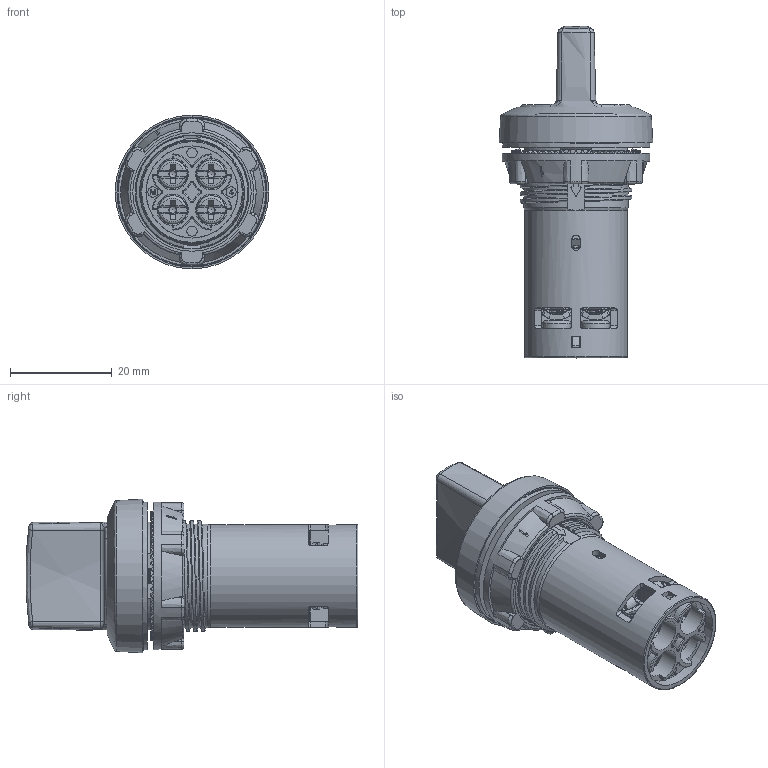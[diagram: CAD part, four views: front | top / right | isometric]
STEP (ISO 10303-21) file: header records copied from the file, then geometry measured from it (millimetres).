
FILE_DESCRIPTION(('STEP AP203'), '1');
FILE_NAME('MTB8-ED41', '2025-02-11T11:56:27', (''), (''), 'C3D Converter', 'C3D Toolkit', '');
FILE_SCHEMA(('CONFIG_CONTROL_DESIGN'));
Length unit declared in the file: millimetre
Bounding box: 30.2 x 65.24 x 30.2 mm (x, y, z)
Volume: 17982.5 mm3; surface area: 16068.4 mm2
Topology: 17 solids, 18 shells, 3320 faces, 9136 edges, 5769 vertices
Faces by surface type: plane 1323, cylinder 1049, bspline 505, torus 253, sphere 102, cone 88
Full cylindrical faces by diameter (mm): 1.1 x4, 1.4 x2, 1.5 x2, 2 x4, 2.2 x4, 2.4 x4, 3 x4, 3.9 x4, 5.6 x4, 6.2 x4, 18.1 x1, 18.994 x1, 20.2 x1, 22.1 x1, 22.4 x1, 23.3 x1, 27.1 x1, 29 x1
Entity records: 187590 total; most frequent: CARTESIAN_POINT 81171, ORIENTED_EDGE 18020, DIRECTION 14921, EDGE_CURVE 9010, VERTEX_POINT 5752, AXIS2_PLACEMENT_3D 5333, LINE 4255, VECTOR 4255
